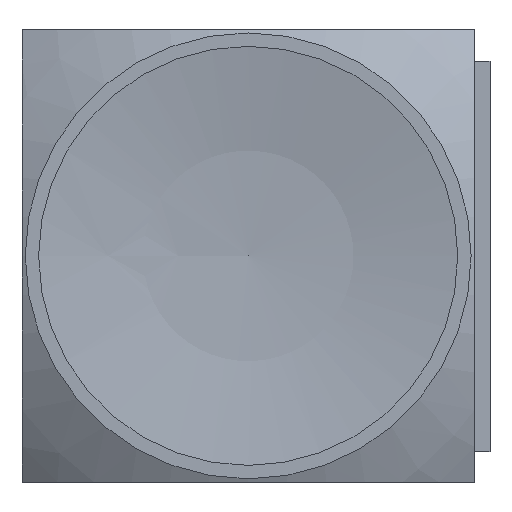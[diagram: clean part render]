
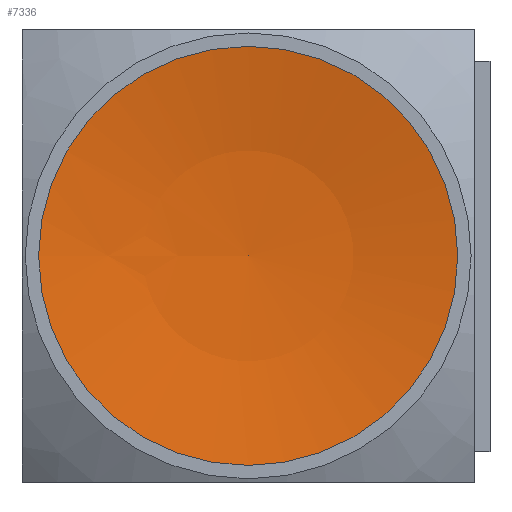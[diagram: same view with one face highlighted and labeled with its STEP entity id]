
A CAD part, top view. The second image highlights one B-rep face of the part: STEP entity #7336.
In plain terms, the highlighted spherical face has radius 41 mm.
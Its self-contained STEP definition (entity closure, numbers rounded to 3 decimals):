
#63=SPHERICAL_SURFACE('',#7852,41.);
#222=CIRCLE('',#7839,8.06);
#223=CIRCLE('',#7840,8.06);
#230=CIRCLE('',#7853,41.);
#498=FACE_OUTER_BOUND('',#899,.T.);
#899=EDGE_LOOP('',(#6081,#6082,#6083,#6084));
#3369=VERTEX_POINT('',#11434);
#3370=VERTEX_POINT('',#11435);
#3376=VERTEX_POINT('',#11459);
#4300=EDGE_CURVE('',#3369,#3370,#222,.T.);
#4301=EDGE_CURVE('',#3370,#3369,#223,.T.);
#4312=EDGE_CURVE('',#3376,#3370,#230,.T.);
#6081=ORIENTED_EDGE('',*,*,#4312,.T.);
#6082=ORIENTED_EDGE('',*,*,#4300,.F.);
#6083=ORIENTED_EDGE('',*,*,#4301,.F.);
#6084=ORIENTED_EDGE('',*,*,#4312,.F.);
#7336=ADVANCED_FACE('',(#498),#63,.F.);
#7839=AXIS2_PLACEMENT_3D('',#11436,#9339,#9340);
#7840=AXIS2_PLACEMENT_3D('',#11437,#9341,#9342);
#7852=AXIS2_PLACEMENT_3D('',#11458,#9369,#9370);
#7853=AXIS2_PLACEMENT_3D('',#11460,#9371,#9372);
#9339=DIRECTION('center_axis',(0.,0.,
-1.));
#9340=DIRECTION('ref_axis',(0.,1.,0.));
#9341=DIRECTION('center_axis',(0.,0.,
-1.));
#9342=DIRECTION('ref_axis',(0.,1.,0.));
#9369=DIRECTION('center_axis',(0.,0.,
1.));
#9370=DIRECTION('ref_axis',(1.,0.,0.));
#9371=DIRECTION('center_axis',(0.,1.,0.));
#9372=DIRECTION('ref_axis',(-1.,0.,0.));
#11434=CARTESIAN_POINT('',(0.,-8.06,22.5));
#11435=CARTESIAN_POINT('',(-8.06,0.,22.5));
#11436=CARTESIAN_POINT('Origin',(0.,0.,
22.5));
#11437=CARTESIAN_POINT('Origin',(0.,0.,
22.5));
#11458=CARTESIAN_POINT('Origin',(0.,0.,
62.7));
#11459=CARTESIAN_POINT('',(0.,0.,21.7));
#11460=CARTESIAN_POINT('Origin',(0.,0.,
62.7));
